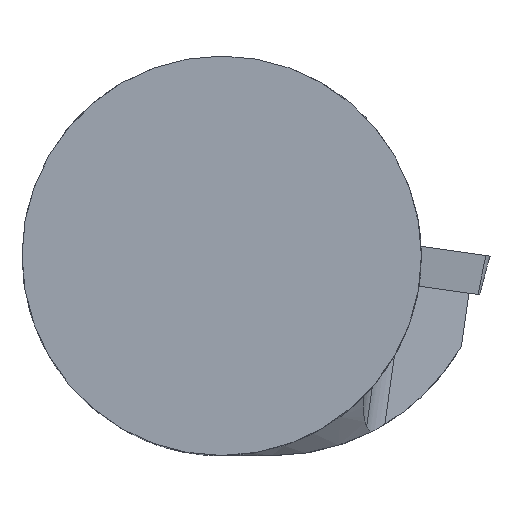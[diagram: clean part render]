
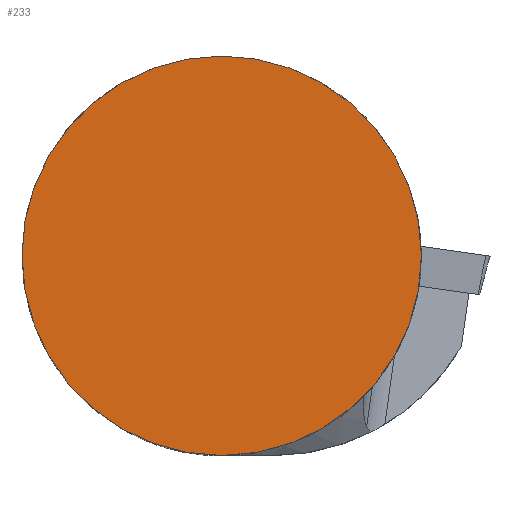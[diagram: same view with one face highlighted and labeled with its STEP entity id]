
A CAD part, top view. The second image highlights one B-rep face of the part: STEP entity #233.
In plain terms, the highlighted planar face has unit normal (0, 0, 1).
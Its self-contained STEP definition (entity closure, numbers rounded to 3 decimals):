
#166=PLANE('',#1472);
#233=ADVANCED_FACE('',(#328),#166,.T.);
#328=FACE_OUTER_BOUND('',#389,.T.);
#389=EDGE_LOOP('',(#856));
#856=ORIENTED_EDGE('',*,*,#1121,.F.);
#999=VERTEX_POINT('',#2103);
#1121=EDGE_CURVE('',#999,#999,#1263,.T.);
#1263=CIRCLE('',#1398,20.);
#1398=AXIS2_PLACEMENT_3D('',#2102,#1588,#1589);
#1472=AXIS2_PLACEMENT_3D('',#2338,#1775,#1776);
#1588=DIRECTION('',(0.,0.,-1.));
#1589=DIRECTION('',(1.,0.,0.));
#1775=DIRECTION('',(0.,0.,1.));
#1776=DIRECTION('',(1.,0.,0.));
#2102=CARTESIAN_POINT('',(0.,0.,0.));
#2103=CARTESIAN_POINT('',(20.,0.,0.));
#2338=CARTESIAN_POINT('',(0.,0.,0.));
